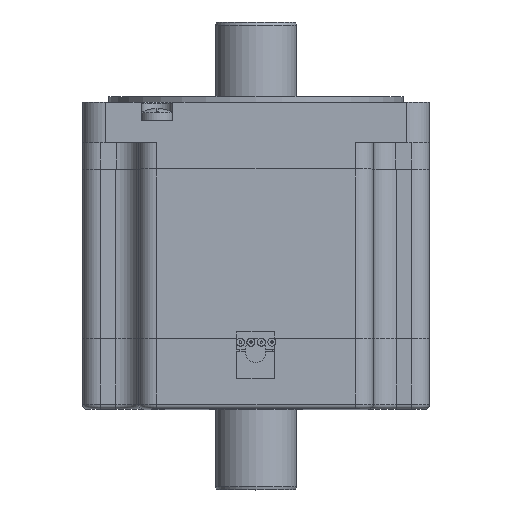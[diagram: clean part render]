
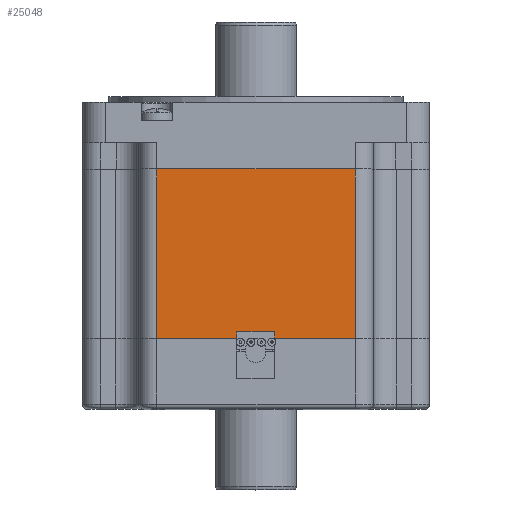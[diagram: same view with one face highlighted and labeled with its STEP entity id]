
A CAD part, top view. The second image highlights one B-rep face of the part: STEP entity #25048.
In plain terms, the highlighted planar face has unit normal (0, 0, 1).
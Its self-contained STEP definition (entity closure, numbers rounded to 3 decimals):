
#1785=FACE_OUTER_BOUND('',#3277,.T.);
#3277=EDGE_LOOP('',(#20039,#20040,#20041,#20042));
#4943=LINE('',#40532,#7015);
#5064=LINE('',#41065,#7136);
#5199=LINE('',#41619,#7271);
#5200=LINE('',#41621,#7272);
#7015=VECTOR('',#32562,49.3);
#7136=VECTOR('',#32975,49.3);
#7271=VECTOR('',#33426,42.);
#7272=VECTOR('',#33429,42.);
#11050=VERTEX_POINT('',#40529);
#11051=VERTEX_POINT('',#40531);
#11316=VERTEX_POINT('',#41062);
#11317=VERTEX_POINT('',#41064);
#14087=EDGE_CURVE('',#11050,#11051,#4943,.T.);
#14353=EDGE_CURVE('',#11317,#11316,#5064,.T.);
#14631=EDGE_CURVE('',#11050,#11317,#5199,.T.);
#14632=EDGE_CURVE('',#11051,#11316,#5200,.T.);
#20039=ORIENTED_EDGE('',*,*,#14353,.T.);
#20040=ORIENTED_EDGE('',*,*,#14632,.F.);
#20041=ORIENTED_EDGE('',*,*,#14087,.F.);
#20042=ORIENTED_EDGE('',*,*,#14631,.T.);
#23911=PLANE('',#27543);
#25048=ADVANCED_FACE('',(#1785),#23911,.F.);
#27543=AXIS2_PLACEMENT_3D('',#41620,#33427,#33428);
#32562=DIRECTION('',(1.,0.,0.));
#32975=DIRECTION('',(1.,0.,0.));
#33426=DIRECTION('',(0.,-1.,0.));
#33427=DIRECTION('center_axis',(0.,0.,-1.));
#33428=DIRECTION('ref_axis',(-1.,0.,0.));
#33429=DIRECTION('',(0.,-1.,0.));
#40529=CARTESIAN_POINT('',(-24.65,21.,43.));
#40531=CARTESIAN_POINT('',(24.65,21.,43.));
#40532=CARTESIAN_POINT('',(-24.65,21.,43.));
#41062=CARTESIAN_POINT('',(24.65,-21.,43.));
#41064=CARTESIAN_POINT('',(-24.65,-21.,43.));
#41065=CARTESIAN_POINT('',(-24.65,-21.,43.));
#41619=CARTESIAN_POINT('',(-24.65,21.,43.));
#41620=CARTESIAN_POINT('Origin',(-24.65,21.,43.));
#41621=CARTESIAN_POINT('',(24.65,21.,43.));
